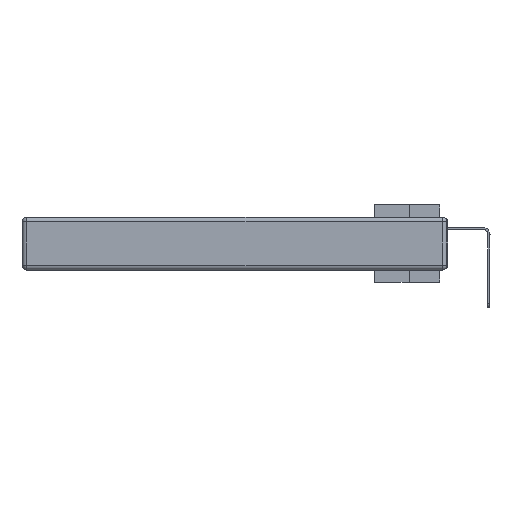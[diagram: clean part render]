
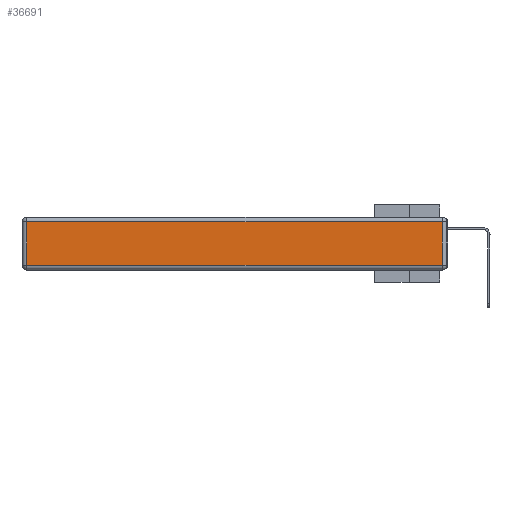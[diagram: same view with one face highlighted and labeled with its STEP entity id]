
A CAD part, left-side view. The second image highlights one B-rep face of the part: STEP entity #36691.
In plain terms, the highlighted planar face has unit normal (-1, 0, 0).
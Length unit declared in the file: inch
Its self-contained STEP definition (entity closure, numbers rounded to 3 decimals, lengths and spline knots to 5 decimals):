
#1142 = CARTESIAN_POINT ( 'NONE',  ( 0., 2.72, -0.343 ) ) ;
#2094 = CARTESIAN_POINT ( 'NONE',  ( 0., 0.03, -0.03 ) ) ;
#2584 = EDGE_CURVE ( 'NONE', #24887, #3511, #15966, .T. ) ;
#2784 = ORIENTED_EDGE ( 'NONE', *, *, #11173, .T. ) ;
#3511 = VERTEX_POINT ( 'NONE', #2094 ) ;
#4332 = VECTOR ( 'NONE', #38797, 39.37008 ) ;
#4741 = CARTESIAN_POINT ( 'NONE',  ( 0., 2.72, -0.03 ) ) ;
#6257 = DIRECTION ( 'NONE',  ( 0., 1., 0. ) ) ;
#7652 = EDGE_LOOP ( 'NONE', ( #13242, #10538, #2784, #35295 ) ) ;
#8998 = PLANE ( 'NONE',  #23586 ) ;
#10135 = LINE ( 'NONE', #1142, #24152 ) ;
#10538 = ORIENTED_EDGE ( 'NONE', *, *, #2584, .T. ) ;
#11173 = EDGE_CURVE ( 'NONE', #3511, #25865, #30021, .T. ) ;
#11837 = CARTESIAN_POINT ( 'NONE',  ( 0., 0.03, -0.343 ) ) ;
#13242 = ORIENTED_EDGE ( 'NONE', *, *, #13446, .T. ) ;
#13446 = EDGE_CURVE ( 'NONE', #19876, #24887, #16031, .T. ) ;
#14986 = DIRECTION ( 'NONE',  ( -1., 0., 0. ) ) ;
#15966 = LINE ( 'NONE', #11837, #29550 ) ;
#16031 = LINE ( 'NONE', #38408, #4332 ) ;
#16269 = CARTESIAN_POINT ( 'NONE',  ( 0., 0.03, -0.313 ) ) ;
#18011 = DIRECTION ( 'NONE',  ( 0., 0., 1. ) ) ;
#19419 = DIRECTION ( 'NONE',  ( 0., 0., -1. ) ) ;
#19876 = VERTEX_POINT ( 'NONE', #25961 ) ;
#20989 = DIRECTION ( 'NONE',  ( 0., 0., 1. ) ) ;
#23586 = AXIS2_PLACEMENT_3D ( 'NONE', #29918, #14986, #18011 ) ;
#24152 = VECTOR ( 'NONE', #19419, 39.37008 ) ;
#24887 = VERTEX_POINT ( 'NONE', #16269 ) ;
#25865 = VERTEX_POINT ( 'NONE', #4741 ) ;
#25961 = CARTESIAN_POINT ( 'NONE',  ( 0., 2.72, -0.313 ) ) ;
#29550 = VECTOR ( 'NONE', #20989, 39.37008 ) ;
#29918 = CARTESIAN_POINT ( 'NONE',  ( 0., 0., -0.343 ) ) ;
#29933 = CARTESIAN_POINT ( 'NONE',  ( 0., 2.75, -0.03 ) ) ;
#30021 = LINE ( 'NONE', #29933, #36621 ) ;
#31977 = FACE_OUTER_BOUND ( 'NONE', #7652, .T. ) ;
#35295 = ORIENTED_EDGE ( 'NONE', *, *, #38400, .T. ) ;
#36621 = VECTOR ( 'NONE', #6257, 39.37008 ) ;
#36691 = ADVANCED_FACE ( 'NONE', ( #31977 ), #8998, .T. ) ;
#38400 = EDGE_CURVE ( 'NONE', #25865, #19876, #10135, .T. ) ;
#38408 = CARTESIAN_POINT ( 'NONE',  ( 0., 0., -0.313 ) ) ;
#38797 = DIRECTION ( 'NONE',  ( 0., -1., 0. ) ) ;
